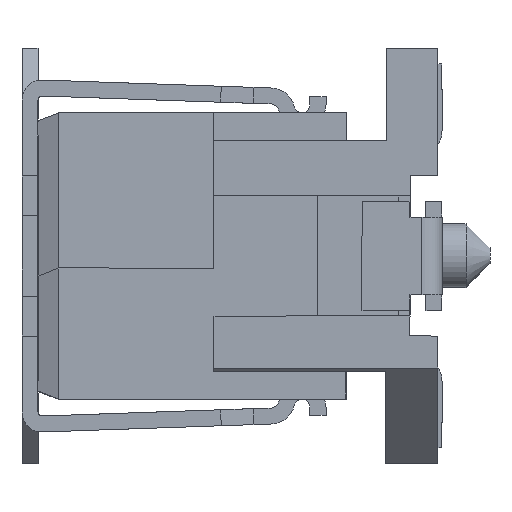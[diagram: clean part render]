
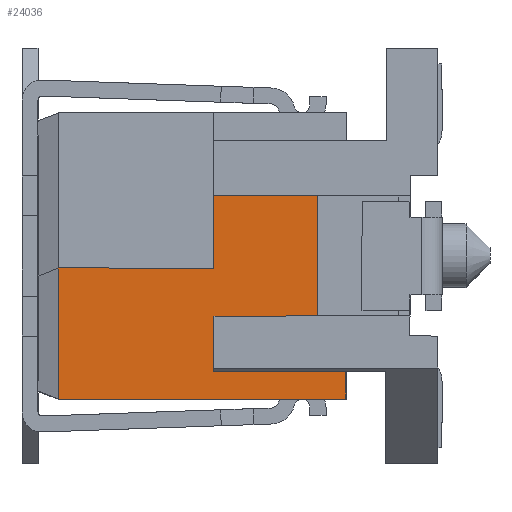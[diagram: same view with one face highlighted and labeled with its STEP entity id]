
A CAD part, left-side view. The second image highlights one B-rep face of the part: STEP entity #24036.
In plain terms, the highlighted planar face has unit normal (-1, 0, 0).
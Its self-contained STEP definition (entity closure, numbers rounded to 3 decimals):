
#342=PLANE('',#25573);
#3633=ORIENTED_EDGE('',*,*,#9764,.T.);
#3634=ORIENTED_EDGE('',*,*,#9587,.T.);
#3635=ORIENTED_EDGE('',*,*,#10524,.F.);
#3636=ORIENTED_EDGE('',*,*,#10525,.F.);
#3637=ORIENTED_EDGE('',*,*,#10526,.T.);
#3638=ORIENTED_EDGE('',*,*,#9664,.F.);
#3639=ORIENTED_EDGE('',*,*,#9673,.T.);
#3640=ORIENTED_EDGE('',*,*,#10480,.T.);
#3641=ORIENTED_EDGE('',*,*,#10527,.F.);
#3642=ORIENTED_EDGE('',*,*,#9662,.F.);
#3643=ORIENTED_EDGE('',*,*,#10528,.F.);
#3644=ORIENTED_EDGE('',*,*,#8824,.F.);
#3645=ORIENTED_EDGE('',*,*,#10529,.F.);
#3646=ORIENTED_EDGE('',*,*,#10530,.T.);
#8824=EDGE_CURVE('',#12392,#12393,#14711,.T.);
#9587=EDGE_CURVE('',#13101,#13100,#15364,.T.);
#9662=EDGE_CURVE('',#13164,#13165,#15433,.T.);
#9664=EDGE_CURVE('',#13166,#13167,#15435,.T.);
#9673=EDGE_CURVE('',#13166,#13173,#15444,.T.);
#9764=EDGE_CURVE('',#13257,#13101,#15522,.T.);
#10480=EDGE_CURVE('',#13173,#13833,#16130,.T.);
#10524=EDGE_CURVE('',#13852,#13100,#16172,.T.);
#10525=EDGE_CURVE('',#13853,#13852,#16173,.T.);
#10526=EDGE_CURVE('',#13853,#13167,#16174,.T.);
#10527=EDGE_CURVE('',#13165,#13833,#16175,.T.);
#10528=EDGE_CURVE('',#12393,#13164,#16176,.T.);
#10529=EDGE_CURVE('',#13854,#12392,#16177,.T.);
#10530=EDGE_CURVE('',#13854,#13257,#16178,.T.);
#12392=VERTEX_POINT('',#33574);
#12393=VERTEX_POINT('',#33576);
#13100=VERTEX_POINT('',#35169);
#13101=VERTEX_POINT('',#35171);
#13164=VERTEX_POINT('',#35322);
#13165=VERTEX_POINT('',#35324);
#13166=VERTEX_POINT('',#35328);
#13167=VERTEX_POINT('',#35329);
#13173=VERTEX_POINT('',#35345);
#13257=VERTEX_POINT('',#35536);
#13833=VERTEX_POINT('',#36947);
#13852=VERTEX_POINT('',#37029);
#13853=VERTEX_POINT('',#37031);
#13854=VERTEX_POINT('',#37036);
#14711=LINE('',#33575,#17880);
#15364=LINE('',#35170,#18533);
#15433=LINE('',#35323,#18602);
#15435=LINE('',#35327,#18604);
#15444=LINE('',#35346,#18613);
#15522=LINE('',#35535,#18691);
#16130=LINE('',#36948,#19299);
#16172=LINE('',#37028,#19341);
#16173=LINE('',#37030,#19342);
#16174=LINE('',#37032,#19343);
#16175=LINE('',#37033,#19344);
#16176=LINE('',#37034,#19345);
#16177=LINE('',#37035,#19346);
#16178=LINE('',#37037,#19347);
#17880=VECTOR('',#26935,1000.);
#18533=VECTOR('',#28056,1000.);
#18602=VECTOR('',#28165,1000.);
#18604=VECTOR('',#28169,1000.);
#18613=VECTOR('',#28182,1000.);
#18691=VECTOR('',#28316,1000.);
#19299=VECTOR('',#29380,1000.);
#19341=VECTOR('',#29462,1000.);
#19342=VECTOR('',#29463,1000.);
#19343=VECTOR('',#29464,1000.);
#19344=VECTOR('',#29465,1000.);
#19345=VECTOR('',#29466,1000.);
#19346=VECTOR('',#29467,1000.);
#19347=VECTOR('',#29468,1000.);
#21213=EDGE_LOOP('',(#3633,#3634,#3635,#3636,#3637,#3638,#3639,#3640,#3641,
#3642,#3643,#3644,#3645,#3646));
#22526=FACE_BOUND('',#21213,.T.);
#24036=ADVANCED_FACE('',(#22526),#342,.F.);
#25573=AXIS2_PLACEMENT_3D('',#37027,#29460,#29461);
#26935=DIRECTION('',(0.,0.,1.));
#28056=DIRECTION('',(0.,0.,1.));
#28165=DIRECTION('',(0.,0.,-1.));
#28169=DIRECTION('',(0.,0.,-1.));
#28182=DIRECTION('',(0.,1.,0.));
#28316=DIRECTION('',(0.,-1.,0.));
#29380=DIRECTION('',(0.,0.,1.));
#29460=DIRECTION('',(1.,0.,0.));
#29461=DIRECTION('',(0.,1.,0.));
#29462=DIRECTION('',(0.,-1.,0.));
#29463=DIRECTION('',(0.,0.,-1.));
#29464=DIRECTION('',(0.,-1.,0.));
#29465=DIRECTION('',(0.,1.,0.));
#29466=DIRECTION('',(0.,-1.,0.));
#29467=DIRECTION('',(0.,-1.,0.));
#29468=DIRECTION('',(0.,0.,-1.));
#33574=CARTESIAN_POINT('',(-8.24,1.3,-0.15));
#33575=CARTESIAN_POINT('',(-8.24,1.3,1.79));
#33576=CARTESIAN_POINT('',(-8.24,1.3,1.125));
#35169=CARTESIAN_POINT('',(-8.24,-0.35,-1.44));
#35170=CARTESIAN_POINT('',(-8.24,-0.35,-1.79));
#35171=CARTESIAN_POINT('',(-8.24,-0.35,-1.79));
#35322=CARTESIAN_POINT('',(-8.24,-0.35,1.125));
#35323=CARTESIAN_POINT('',(-8.24,-0.35,-1.79));
#35324=CARTESIAN_POINT('',(-8.24,-0.35,1.05));
#35327=CARTESIAN_POINT('',(-8.24,-0.35,-1.79));
#35328=CARTESIAN_POINT('',(-8.24,-0.35,-1.05));
#35329=CARTESIAN_POINT('',(-8.24,-0.35,-1.125));
#35345=CARTESIAN_POINT('',(-8.24,0.,-1.05));
#35346=CARTESIAN_POINT('',(-8.24,-0.35,-1.05));
#35535=CARTESIAN_POINT('',(-8.24,3.25,-1.79));
#35536=CARTESIAN_POINT('',(-8.24,3.25,-1.79));
#36947=CARTESIAN_POINT('',(-8.24,0.,1.05));
#36948=CARTESIAN_POINT('',(-8.24,0.,1.79));
#37027=CARTESIAN_POINT('',(-8.24,3.5,1.79));
#37028=CARTESIAN_POINT('',(-8.24,1.3,-1.44));
#37029=CARTESIAN_POINT('',(-8.24,1.3,-1.44));
#37030=CARTESIAN_POINT('',(-8.24,1.3,1.79));
#37031=CARTESIAN_POINT('',(-8.24,1.3,-1.125));
#37032=CARTESIAN_POINT('',(-8.24,1.3,-1.125));
#37033=CARTESIAN_POINT('',(-8.24,-0.35,1.05));
#37034=CARTESIAN_POINT('',(-8.24,1.3,1.125));
#37035=CARTESIAN_POINT('',(-8.24,3.25,-0.15));
#37036=CARTESIAN_POINT('',(-8.24,3.25,-0.15));
#37037=CARTESIAN_POINT('',(-8.24,3.25,-0.15));
